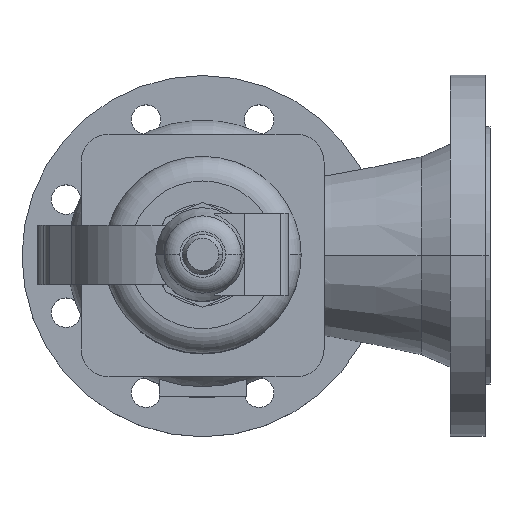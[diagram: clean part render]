
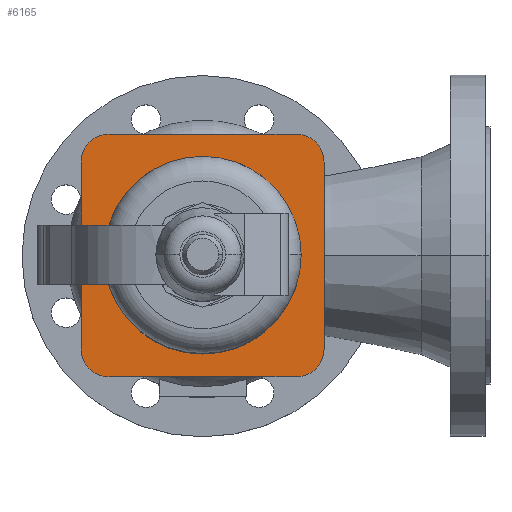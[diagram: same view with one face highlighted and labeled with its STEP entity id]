
A CAD part, top view. The second image highlights one B-rep face of the part: STEP entity #6165.
In plain terms, the highlighted planar face has unit normal (0, 0, 1).
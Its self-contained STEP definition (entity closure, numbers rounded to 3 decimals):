
#6002=CARTESIAN_POINT('',(73.922,56.922,268.68));
#6003=VERTEX_POINT('',#6002);
#6004=CARTESIAN_POINT('',(56.922,73.922,268.68));
#6005=VERTEX_POINT('',#6004);
#6006=CARTESIAN_POINT('',(56.922,56.922,268.68));
#6007=DIRECTION('',(0.,-0.,1.));
#6008=DIRECTION('',(1.,0.,0.));
#6009=AXIS2_PLACEMENT_3D('',#6006,#6007,#6008);
#6010=CIRCLE('',#6009,17.);
#6011=EDGE_CURVE('',#6003,#6005,#6010,.T.);
#6036=CARTESIAN_POINT('',(73.922,-56.922,268.68));
#6037=VERTEX_POINT('',#6036);
#6038=CARTESIAN_POINT('',(73.922,-56.922,268.68));
#6039=DIRECTION('',(-0.,1.,0.));
#6040=VECTOR('',#6039,113.844);
#6041=LINE('',#6038,#6040);
#6042=EDGE_CURVE('',#6037,#6003,#6041,.T.);
#6058=CARTESIAN_POINT('',(56.922,-73.922,268.68));
#6059=VERTEX_POINT('',#6058);
#6060=CARTESIAN_POINT('',(56.922,-56.922,268.68));
#6061=DIRECTION('',(-0.,-0.,1.));
#6062=DIRECTION('',(-0.,-1.,-0.));
#6063=AXIS2_PLACEMENT_3D('',#6060,#6061,#6062);
#6064=CIRCLE('',#6063,17.);
#6065=EDGE_CURVE('',#6059,#6037,#6064,.T.);
#6084=CARTESIAN_POINT('',(-56.922,73.922,268.68));
#6085=VERTEX_POINT('',#6084);
#6092=CARTESIAN_POINT('',(56.922,73.922,268.68));
#6093=DIRECTION('',(-1.,-0.,-0.));
#6094=VECTOR('',#6093,113.844);
#6095=LINE('',#6092,#6094);
#6096=EDGE_CURVE('',#6005,#6085,#6095,.T.);
#6102=CARTESIAN_POINT('',(79.25,-0.,268.68));
#6103=DIRECTION('',(0.,-0.,1.));
#6104=DIRECTION('',(1.,0.,-0.));
#6105=AXIS2_PLACEMENT_3D('',#6102,#6103,#6104);
#6106=PLANE('',#6105);
#6107=CARTESIAN_POINT('',(-73.922,-56.922,268.68));
#6108=VERTEX_POINT('',#6107);
#6109=CARTESIAN_POINT('',(-56.922,-73.922,268.68));
#6110=VERTEX_POINT('',#6109);
#6111=CARTESIAN_POINT('',(-56.922,-56.922,268.68));
#6112=DIRECTION('',(-0.,-0.,1.));
#6113=DIRECTION('',(-1.,-0.,-0.));
#6114=AXIS2_PLACEMENT_3D('',#6111,#6112,#6113);
#6115=CIRCLE('',#6114,17.);
#6116=EDGE_CURVE('',#6108,#6110,#6115,.T.);
#6117=ORIENTED_EDGE('',*,*,#6116,.T.);
#6118=CARTESIAN_POINT('',(-56.922,-73.922,268.68));
#6119=DIRECTION('',(1.,0.,-0.));
#6120=VECTOR('',#6119,113.844);
#6121=LINE('',#6118,#6120);
#6122=EDGE_CURVE('',#6110,#6059,#6121,.T.);
#6123=ORIENTED_EDGE('',*,*,#6122,.T.);
#6124=ORIENTED_EDGE('',*,*,#6065,.T.);
#6125=ORIENTED_EDGE('',*,*,#6042,.T.);
#6126=ORIENTED_EDGE('',*,*,#6011,.T.);
#6127=ORIENTED_EDGE('',*,*,#6096,.T.);
#6128=CARTESIAN_POINT('',(-73.922,56.922,268.68));
#6129=VERTEX_POINT('',#6128);
#6130=CARTESIAN_POINT('',(-56.922,56.922,268.68));
#6131=DIRECTION('',(-0.,-0.,1.));
#6132=DIRECTION('',(0.,1.,0.));
#6133=AXIS2_PLACEMENT_3D('',#6130,#6131,#6132);
#6134=CIRCLE('',#6133,17.);
#6135=EDGE_CURVE('',#6085,#6129,#6134,.T.);
#6136=ORIENTED_EDGE('',*,*,#6135,.T.);
#6137=CARTESIAN_POINT('',(-73.922,56.922,268.68));
#6138=DIRECTION('',(0.,-1.,-0.));
#6139=VECTOR('',#6138,113.844);
#6140=LINE('',#6137,#6139);
#6141=EDGE_CURVE('',#6129,#6108,#6140,.T.);
#6142=ORIENTED_EDGE('',*,*,#6141,.T.);
#6143=EDGE_LOOP('',(#6117,#6123,#6124,#6125,#6126,#6127,#6136,#6142));
#6144=FACE_BOUND('',#6143,.T.);
#6145=CARTESIAN_POINT('',(60.,-0.,268.68));
#6146=VERTEX_POINT('',#6145);
#6147=CARTESIAN_POINT('',(-60.,-0.,268.68));
#6148=VERTEX_POINT('',#6147);
#6149=CARTESIAN_POINT('',(0.,-0.,268.68));
#6150=DIRECTION('',(-0.,-0.,1.));
#6151=DIRECTION('',(1.,0.,0.));
#6152=AXIS2_PLACEMENT_3D('',#6149,#6150,#6151);
#6153=CIRCLE('',#6152,60.);
#6154=EDGE_CURVE('',#6146,#6148,#6153,.T.);
#6155=ORIENTED_EDGE('',*,*,#6154,.F.);
#6156=CARTESIAN_POINT('',(0.,-0.,268.68));
#6157=DIRECTION('',(-0.,-0.,1.));
#6158=DIRECTION('',(1.,0.,0.));
#6159=AXIS2_PLACEMENT_3D('',#6156,#6157,#6158);
#6160=CIRCLE('',#6159,60.);
#6161=EDGE_CURVE('',#6148,#6146,#6160,.T.);
#6162=ORIENTED_EDGE('',*,*,#6161,.F.);
#6163=EDGE_LOOP('',(#6155,#6162));
#6164=FACE_BOUND('',#6163,.T.);
#6165=ADVANCED_FACE('',(#6144,#6164),#6106,.T.);
